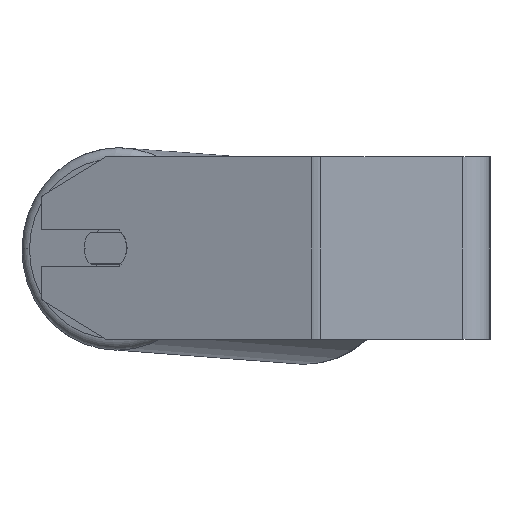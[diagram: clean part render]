
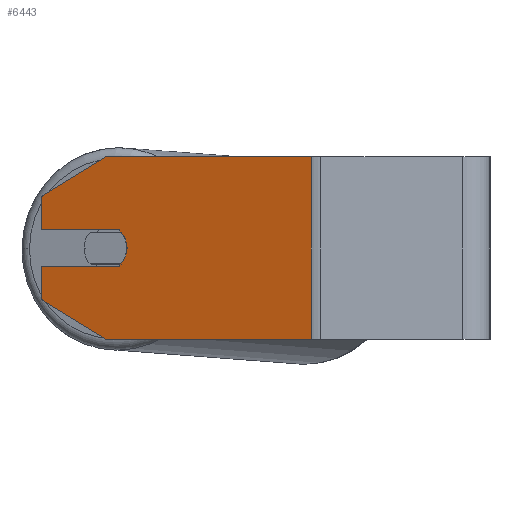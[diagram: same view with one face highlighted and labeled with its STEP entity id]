
A CAD part, left-side view. The second image highlights one B-rep face of the part: STEP entity #6443.
In plain terms, the highlighted planar face has unit normal (-0.94, 0.342, 0).
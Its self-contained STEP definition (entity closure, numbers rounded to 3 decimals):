
#7 = ORIENTED_EDGE ( 'NONE', *, *, #5197, .F. ) ;
#20 = ORIENTED_EDGE ( 'NONE', *, *, #5827, .F. ) ;
#275 = LINE ( 'NONE', #4069, #1525 ) ;
#326 = EDGE_CURVE ( 'NONE', #3478, #5547, #2604, .T. ) ;
#633 = DIRECTION ( 'NONE',  ( -0.342, -0.94, 0. ) ) ;
#678 = AXIS2_PLACEMENT_3D ( 'NONE', #4884, #7139, #1567 ) ;
#804 = CARTESIAN_POINT ( 'NONE',  ( -256.085, 197.133, -8. ) ) ;
#833 = DIRECTION ( 'NONE',  ( -0.342, -0.94, 0. ) ) ;
#835 = LINE ( 'NONE', #3912, #6615 ) ;
#844 = LINE ( 'NONE', #4299, #6606 ) ;
#1205 = DIRECTION ( 'NONE',  ( -0.296, -0.814, -0.5 ) ) ;
#1285 = CARTESIAN_POINT ( 'NONE',  ( -266.346, 168.942, -40. ) ) ;
#1440 = CARTESIAN_POINT ( 'NONE',  ( -256.085, 197.133, 40. ) ) ;
#1524 = VECTOR ( 'NONE', #6310, 1000. ) ;
#1525 = VECTOR ( 'NONE', #2510, 1000. ) ;
#1567 = DIRECTION ( 'NONE',  ( 0.342, 0.94, 0. ) ) ;
#1853 = VECTOR ( 'NONE', #6920, 1000. ) ;
#2013 = VERTEX_POINT ( 'NONE', #6191 ) ;
#2036 = ORIENTED_EDGE ( 'NONE', *, *, #2408, .F. ) ;
#2075 = AXIS2_PLACEMENT_3D ( 'NONE', #6356, #4733, #633 ) ;
#2085 = LINE ( 'NONE', #4359, #3497 ) ;
#2257 = CARTESIAN_POINT ( 'NONE',  ( -266.346, 168.942, 40. ) ) ;
#2349 = VERTEX_POINT ( 'NONE', #4540 ) ;
#2408 = EDGE_CURVE ( 'NONE', #2773, #2732, #4806, .T. ) ;
#2510 = DIRECTION ( 'NONE',  ( 0., 0., -1. ) ) ;
#2604 = LINE ( 'NONE', #1440, #6851 ) ;
#2732 = VERTEX_POINT ( 'NONE', #5510 ) ;
#2773 = VERTEX_POINT ( 'NONE', #7309 ) ;
#2780 = CARTESIAN_POINT ( 'NONE',  ( -256.085, 197.133, 22.679 ) ) ;
#2831 = DIRECTION ( 'NONE',  ( 0.296, 0.814, -0.5 ) ) ;
#2838 = EDGE_CURVE ( 'NONE', #6997, #2349, #3575, .T. ) ;
#2996 = EDGE_CURVE ( 'NONE', #2732, #5547, #2085, .T. ) ;
#3207 = CARTESIAN_POINT ( 'NONE',  ( -266.346, 168.942, 0. ) ) ;
#3221 = VERTEX_POINT ( 'NONE', #6900 ) ;
#3478 = VERTEX_POINT ( 'NONE', #2780 ) ;
#3497 = VECTOR ( 'NONE', #6625, 1000. ) ;
#3561 = CARTESIAN_POINT ( 'NONE',  ( -256.085, 197.133, 40. ) ) ;
#3575 = LINE ( 'NONE', #5249, #3979 ) ;
#3780 = DIRECTION ( 'NONE',  ( -0.342, -0.94, 0. ) ) ;
#3912 = CARTESIAN_POINT ( 'NONE',  ( -256.085, 197.133, 22.679 ) ) ;
#3979 = VECTOR ( 'NONE', #6431, 1000. ) ;
#3991 = EDGE_CURVE ( 'NONE', #5469, #5302, #6960, .T. ) ;
#4010 = CIRCLE ( 'NONE', #7092, 10. ) ;
#4069 = CARTESIAN_POINT ( 'NONE',  ( -299.276, 78.467, 40. ) ) ;
#4146 = EDGE_LOOP ( 'NONE', ( #7, #7319, #6188, #4978, #6532, #20, #6963, #5771, #7197, #5183, #2036 ) ) ;
#4177 = EDGE_CURVE ( 'NONE', #5302, #2013, #844, .T. ) ;
#4299 = CARTESIAN_POINT ( 'NONE',  ( -256.085, 197.133, -40. ) ) ;
#4359 = CARTESIAN_POINT ( 'NONE',  ( -256.085, 197.133, 8. ) ) ;
#4372 = CARTESIAN_POINT ( 'NONE',  ( -268.398, 163.304, -8. ) ) ;
#4476 = VECTOR ( 'NONE', #1205, 1000. ) ;
#4540 = CARTESIAN_POINT ( 'NONE',  ( -299.276, 78.467, 40. ) ) ;
#4662 = LINE ( 'NONE', #804, #1853 ) ;
#4733 = DIRECTION ( 'NONE',  ( -0.94, 0.342, 0. ) ) ;
#4806 = CIRCLE ( 'NONE', #2075, 10. ) ;
#4871 = DIRECTION ( 'NONE',  ( 0., 0., -1. ) ) ;
#4884 = CARTESIAN_POINT ( 'NONE',  ( -256.085, 197.133, 40. ) ) ;
#4885 = VERTEX_POINT ( 'NONE', #4372 ) ;
#4978 = ORIENTED_EDGE ( 'NONE', *, *, #3991, .T. ) ;
#5125 = CARTESIAN_POINT ( 'NONE',  ( -266.346, 168.942, -40. ) ) ;
#5183 = ORIENTED_EDGE ( 'NONE', *, *, #2996, .F. ) ;
#5197 = EDGE_CURVE ( 'NONE', #4885, #2773, #4010, .T. ) ;
#5249 = CARTESIAN_POINT ( 'NONE',  ( -256.085, 197.133, 40. ) ) ;
#5302 = VERTEX_POINT ( 'NONE', #5125 ) ;
#5364 = PLANE ( 'NONE',  #678 ) ;
#5469 = VERTEX_POINT ( 'NONE', #5799 ) ;
#5496 = CARTESIAN_POINT ( 'NONE',  ( -256.085, 197.133, 8. ) ) ;
#5510 = CARTESIAN_POINT ( 'NONE',  ( -268.398, 163.304, 8. ) ) ;
#5512 = DIRECTION ( 'NONE',  ( -0.94, 0.342, 0. ) ) ;
#5515 = FACE_OUTER_BOUND ( 'NONE', #4146, .T. ) ;
#5547 = VERTEX_POINT ( 'NONE', #5496 ) ;
#5771 = ORIENTED_EDGE ( 'NONE', *, *, #6452, .T. ) ;
#5799 = CARTESIAN_POINT ( 'NONE',  ( -256.085, 197.133, -22.679 ) ) ;
#5827 = EDGE_CURVE ( 'NONE', #2349, #2013, #275, .T. ) ;
#5929 = EDGE_CURVE ( 'NONE', #3221, #4885, #4662, .T. ) ;
#6188 = ORIENTED_EDGE ( 'NONE', *, *, #7073, .T. ) ;
#6191 = CARTESIAN_POINT ( 'NONE',  ( -299.276, 78.467, -40. ) ) ;
#6310 = DIRECTION ( 'NONE',  ( 0., 0., -1. ) ) ;
#6356 = CARTESIAN_POINT ( 'NONE',  ( -266.346, 168.942, 0. ) ) ;
#6431 = DIRECTION ( 'NONE',  ( -0.342, -0.94, 0. ) ) ;
#6443 = ADVANCED_FACE ( 'NONE', ( #5515 ), #5364, .F. ) ;
#6452 = EDGE_CURVE ( 'NONE', #6997, #3478, #835, .T. ) ;
#6532 = ORIENTED_EDGE ( 'NONE', *, *, #4177, .T. ) ;
#6606 = VECTOR ( 'NONE', #3780, 1000. ) ;
#6615 = VECTOR ( 'NONE', #2831, 1000. ) ;
#6625 = DIRECTION ( 'NONE',  ( 0.342, 0.94, 0. ) ) ;
#6823 = LINE ( 'NONE', #3561, #1524 ) ;
#6851 = VECTOR ( 'NONE', #4871, 1000. ) ;
#6900 = CARTESIAN_POINT ( 'NONE',  ( -256.085, 197.133, -8. ) ) ;
#6920 = DIRECTION ( 'NONE',  ( -0.342, -0.94, 0. ) ) ;
#6960 = LINE ( 'NONE', #1285, #4476 ) ;
#6963 = ORIENTED_EDGE ( 'NONE', *, *, #2838, .F. ) ;
#6997 = VERTEX_POINT ( 'NONE', #2257 ) ;
#7073 = EDGE_CURVE ( 'NONE', #3221, #5469, #6823, .T. ) ;
#7092 = AXIS2_PLACEMENT_3D ( 'NONE', #3207, #5512, #833 ) ;
#7139 = DIRECTION ( 'NONE',  ( 0.94, -0.342, 0. ) ) ;
#7197 = ORIENTED_EDGE ( 'NONE', *, *, #326, .T. ) ;
#7309 = CARTESIAN_POINT ( 'NONE',  ( -269.766, 159.545, 0. ) ) ;
#7319 = ORIENTED_EDGE ( 'NONE', *, *, #5929, .F. ) ;
